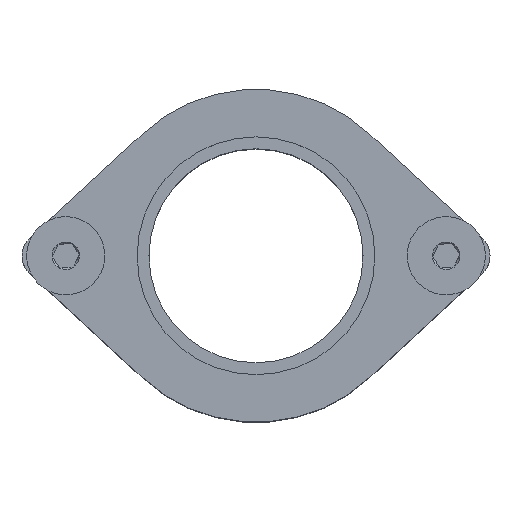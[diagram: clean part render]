
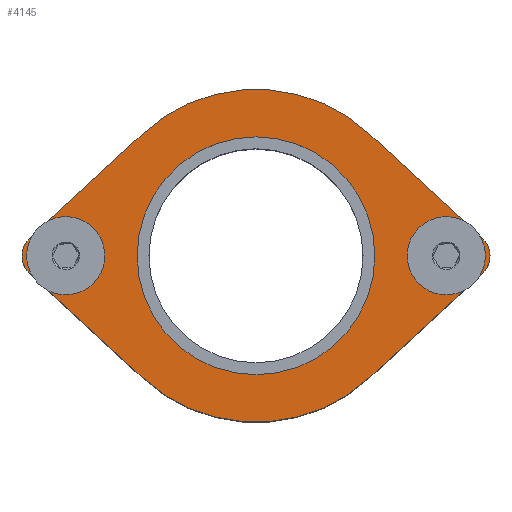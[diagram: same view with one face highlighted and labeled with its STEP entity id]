
A CAD part, top view. The second image highlights one B-rep face of the part: STEP entity #4145.
In plain terms, the highlighted planar face has unit normal (0, 0, 1).
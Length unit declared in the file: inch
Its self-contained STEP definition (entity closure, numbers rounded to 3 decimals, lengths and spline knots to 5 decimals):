
#20 = VERTEX_POINT ( 'NONE', #7723 ) ;
#111 = CIRCLE ( 'NONE', #7789, 0.125 ) ;
#155 = CARTESIAN_POINT ( 'NONE',  ( -0.8075, 0., 0.125 ) ) ;
#415 = ORIENTED_EDGE ( 'NONE', *, *, #8672, .T. ) ;
#468 = AXIS2_PLACEMENT_3D ( 'NONE', #8977, #2768, #5542 ) ;
#536 = AXIS2_PLACEMENT_3D ( 'NONE', #3365, #6946, #1256 ) ;
#629 = LINE ( 'NONE', #3415, #8649 ) ;
#637 = CARTESIAN_POINT ( 'NONE',  ( 0.59389, -0.64259, 0.125 ) ) ;
#782 = EDGE_CURVE ( 'NONE', #8626, #4629, #7203, .T. ) ;
#816 = ORIENTED_EDGE ( 'NONE', *, *, #1298, .F. ) ;
#914 = CIRCLE ( 'NONE', #468, 0.125 ) ;
#1226 = CARTESIAN_POINT ( 'NONE',  ( -1., 0., 0.125 ) ) ;
#1230 = CIRCLE ( 'NONE', #6329, 0.625 ) ;
#1256 = DIRECTION ( 'NONE',  ( 1., 0., 0. ) ) ;
#1298 = EDGE_CURVE ( 'NONE', #5054, #6696, #5904, .T. ) ;
#1441 = FACE_BOUND ( 'NONE', #1866, .T. ) ;
#1446 = EDGE_CURVE ( 'NONE', #8381, #20, #5169, .T. ) ;
#1544 = AXIS2_PLACEMENT_3D ( 'NONE', #8320, #5609, #8368 ) ;
#1755 = DIRECTION ( 'NONE',  ( 0., 0., 1. ) ) ;
#1838 = AXIS2_PLACEMENT_3D ( 'NONE', #5170, #4172, #4765 ) ;
#1866 = EDGE_LOOP ( 'NONE', ( #5934, #3882 ) ) ;
#1915 = EDGE_CURVE ( 'NONE', #4835, #6087, #629, .T. ) ;
#1986 = CARTESIAN_POINT ( 'NONE',  ( 0., 0., 0.125 ) ) ;
#2040 = DIRECTION ( 'NONE',  ( 0., 0., 1. ) ) ;
#2136 = DIRECTION ( 'NONE',  ( 0.734, 0.679, 0. ) ) ;
#2176 = LINE ( 'NONE', #4948, #2362 ) ;
#2362 = VECTOR ( 'NONE', #7709, 39.37008 ) ;
#2479 = DIRECTION ( 'NONE',  ( -0.734, 0.679, 0. ) ) ;
#2596 = AXIS2_PLACEMENT_3D ( 'NONE', #1226, #6059, #7503 ) ;
#2608 = ORIENTED_EDGE ( 'NONE', *, *, #3163, .F. ) ;
#2661 = ORIENTED_EDGE ( 'NONE', *, *, #5098, .T. ) ;
#2766 = FACE_BOUND ( 'NONE', #3236, .T. ) ;
#2768 = DIRECTION ( 'NONE',  ( 0., 0., -1. ) ) ;
#2842 = CARTESIAN_POINT ( 'NONE',  ( 0.8075, 0., 0.125 ) ) ;
#2929 = LINE ( 'NONE', #5794, #5621 ) ;
#3163 = EDGE_CURVE ( 'NONE', #3317, #6453, #2176, .T. ) ;
#3168 = CARTESIAN_POINT ( 'NONE',  ( 0.59389, 0.64259, 0.125 ) ) ;
#3187 = EDGE_CURVE ( 'NONE', #8381, #3317, #914, .T. ) ;
#3236 = EDGE_LOOP ( 'NONE', ( #5253, #5849 ) ) ;
#3257 = VERTEX_POINT ( 'NONE', #5076 ) ;
#3317 = VERTEX_POINT ( 'NONE', #6401 ) ;
#3365 = CARTESIAN_POINT ( 'NONE',  ( 1., 0., 0.125 ) ) ;
#3415 = CARTESIAN_POINT ( 'NONE',  ( -0.59389, 0.64259, 0.125 ) ) ;
#3504 = FACE_BOUND ( 'NONE', #4479, .T. ) ;
#3542 = EDGE_CURVE ( 'NONE', #6696, #5054, #1230, .T. ) ;
#3570 = CARTESIAN_POINT ( 'NONE',  ( -0.59389, 0.64259, 0.125 ) ) ;
#3669 = VERTEX_POINT ( 'NONE', #2842 ) ;
#3708 = EDGE_LOOP ( 'NONE', ( #415, #2661, #2608, #4868, #4261, #7554, #8867, #5269, #7027 ) ) ;
#3882 = ORIENTED_EDGE ( 'NONE', *, *, #7722, .F. ) ;
#3978 = EDGE_CURVE ( 'NONE', #4835, #8626, #111, .T. ) ;
#4080 = PLANE ( 'NONE',  #5476 ) ;
#4133 = EDGE_CURVE ( 'NONE', #7358, #7570, #4463, .T. ) ;
#4145 = ADVANCED_FACE ( 'NONE', ( #3504, #1441, #2766, #8148 ), #4080, .T. ) ;
#4172 = DIRECTION ( 'NONE',  ( 0., 0., 1. ) ) ;
#4202 = EDGE_CURVE ( 'NONE', #3669, #3257, #4756, .T. ) ;
#4217 = VERTEX_POINT ( 'NONE', #4221 ) ;
#4221 = CARTESIAN_POINT ( 'NONE',  ( -0.59389, -0.64259, 0.125 ) ) ;
#4261 = ORIENTED_EDGE ( 'NONE', *, *, #1446, .T. ) ;
#4446 = CARTESIAN_POINT ( 'NONE',  ( 0., 0., 0.125 ) ) ;
#4463 = CIRCLE ( 'NONE', #1838, 0.1925 ) ;
#4479 = EDGE_LOOP ( 'NONE', ( #816, #6105 ) ) ;
#4483 = DIRECTION ( 'NONE',  ( 0., 0., 1. ) ) ;
#4493 = DIRECTION ( 'NONE',  ( 1., 0., 0. ) ) ;
#4629 = VERTEX_POINT ( 'NONE', #6657 ) ;
#4634 = DIRECTION ( 'NONE',  ( 1., 0., 0. ) ) ;
#4756 = CIRCLE ( 'NONE', #536, 0.1925 ) ;
#4765 = DIRECTION ( 'NONE',  ( 1., 0., 0. ) ) ;
#4810 = DIRECTION ( 'NONE',  ( 0., 0., 1. ) ) ;
#4835 = VERTEX_POINT ( 'NONE', #7703 ) ;
#4868 = ORIENTED_EDGE ( 'NONE', *, *, #3187, .F. ) ;
#4900 = VECTOR ( 'NONE', #2479, 39.37008 ) ;
#4948 = CARTESIAN_POINT ( 'NONE',  ( 0.59389, -0.64259, 0.125 ) ) ;
#5012 = DIRECTION ( 'NONE',  ( 1., 0., 0. ) ) ;
#5054 = VERTEX_POINT ( 'NONE', #8769 ) ;
#5076 = CARTESIAN_POINT ( 'NONE',  ( 1.1925, 0., 0.125 ) ) ;
#5098 = EDGE_CURVE ( 'NONE', #4217, #6453, #6934, .T. ) ;
#5104 = CARTESIAN_POINT ( 'NONE',  ( -1.23, 0., 0.125 ) ) ;
#5169 = LINE ( 'NONE', #3168, #4900 ) ;
#5170 = CARTESIAN_POINT ( 'NONE',  ( -1., 0., 0.125 ) ) ;
#5253 = ORIENTED_EDGE ( 'NONE', *, *, #7629, .F. ) ;
#5254 = CARTESIAN_POINT ( 'NONE',  ( -1.105, 0., 0.125 ) ) ;
#5269 = ORIENTED_EDGE ( 'NONE', *, *, #3978, .T. ) ;
#5476 = AXIS2_PLACEMENT_3D ( 'NONE', #1986, #4810, #5540 ) ;
#5513 = CIRCLE ( 'NONE', #7817, 0.1925 ) ;
#5540 = DIRECTION ( 'NONE',  ( 1., 0., 0. ) ) ;
#5542 = DIRECTION ( 'NONE',  ( 1., 0., 0. ) ) ;
#5609 = DIRECTION ( 'NONE',  ( 0., 0., 1. ) ) ;
#5621 = VECTOR ( 'NONE', #6516, 39.37008 ) ;
#5746 = EDGE_CURVE ( 'NONE', #20, #6087, #7087, .T. ) ;
#5794 = CARTESIAN_POINT ( 'NONE',  ( -0.59389, -0.64259, 0.125 ) ) ;
#5849 = ORIENTED_EDGE ( 'NONE', *, *, #4202, .F. ) ;
#5904 = CIRCLE ( 'NONE', #8801, 0.625 ) ;
#5934 = ORIENTED_EDGE ( 'NONE', *, *, #4133, .F. ) ;
#5943 = DIRECTION ( 'NONE',  ( 0., 0., 1. ) ) ;
#6019 = CARTESIAN_POINT ( 'NONE',  ( 0., 0., 0.125 ) ) ;
#6059 = DIRECTION ( 'NONE',  ( 0., 0., 1. ) ) ;
#6070 = DIRECTION ( 'NONE',  ( 1., 0., 0. ) ) ;
#6087 = VERTEX_POINT ( 'NONE', #3570 ) ;
#6105 = ORIENTED_EDGE ( 'NONE', *, *, #3542, .F. ) ;
#6185 = CARTESIAN_POINT ( 'NONE',  ( 1.18984, 0.0918, 0.125 ) ) ;
#6329 = AXIS2_PLACEMENT_3D ( 'NONE', #7328, #4483, #8734 ) ;
#6401 = CARTESIAN_POINT ( 'NONE',  ( 1.18984, -0.0918, 0.125 ) ) ;
#6453 = VERTEX_POINT ( 'NONE', #637 ) ;
#6466 = CARTESIAN_POINT ( 'NONE',  ( 1., 0., 0.125 ) ) ;
#6516 = DIRECTION ( 'NONE',  ( 0.734, -0.679, 0. ) ) ;
#6520 = CIRCLE ( 'NONE', #2596, 0.1925 ) ;
#6576 = DIRECTION ( 'NONE',  ( 1., 0., 0. ) ) ;
#6657 = CARTESIAN_POINT ( 'NONE',  ( -1.18984, -0.0918, 0.125 ) ) ;
#6696 = VERTEX_POINT ( 'NONE', #7298 ) ;
#6716 = CARTESIAN_POINT ( 'NONE',  ( 0., 0., 0.125 ) ) ;
#6833 = DIRECTION ( 'NONE',  ( 0., 0., 1. ) ) ;
#6934 = CIRCLE ( 'NONE', #8659, 0.875 ) ;
#6946 = DIRECTION ( 'NONE',  ( 0., 0., 1. ) ) ;
#7027 = ORIENTED_EDGE ( 'NONE', *, *, #782, .T. ) ;
#7087 = CIRCLE ( 'NONE', #7939, 0.875 ) ;
#7102 = CARTESIAN_POINT ( 'NONE',  ( -1.1925, 0., 0.125 ) ) ;
#7203 = CIRCLE ( 'NONE', #1544, 0.125 ) ;
#7298 = CARTESIAN_POINT ( 'NONE',  ( -0.625, 0., 0.125 ) ) ;
#7328 = CARTESIAN_POINT ( 'NONE',  ( 0., 0., 0.125 ) ) ;
#7358 = VERTEX_POINT ( 'NONE', #155 ) ;
#7503 = DIRECTION ( 'NONE',  ( 1., 0., 0. ) ) ;
#7554 = ORIENTED_EDGE ( 'NONE', *, *, #5746, .T. ) ;
#7570 = VERTEX_POINT ( 'NONE', #7102 ) ;
#7629 = EDGE_CURVE ( 'NONE', #3257, #3669, #5513, .T. ) ;
#7703 = CARTESIAN_POINT ( 'NONE',  ( -1.18984, 0.0918, 0.125 ) ) ;
#7709 = DIRECTION ( 'NONE',  ( -0.734, -0.679, 0. ) ) ;
#7722 = EDGE_CURVE ( 'NONE', #7570, #7358, #6520, .T. ) ;
#7723 = CARTESIAN_POINT ( 'NONE',  ( 0.59389, 0.64259, 0.125 ) ) ;
#7789 = AXIS2_PLACEMENT_3D ( 'NONE', #5254, #1755, #4493 ) ;
#7817 = AXIS2_PLACEMENT_3D ( 'NONE', #6466, #8548, #5012 ) ;
#7939 = AXIS2_PLACEMENT_3D ( 'NONE', #6716, #2040, #4634 ) ;
#8148 = FACE_OUTER_BOUND ( 'NONE', #3708, .T. ) ;
#8320 = CARTESIAN_POINT ( 'NONE',  ( -1.105, 0., 0.125 ) ) ;
#8368 = DIRECTION ( 'NONE',  ( 1., 0., 0. ) ) ;
#8381 = VERTEX_POINT ( 'NONE', #6185 ) ;
#8548 = DIRECTION ( 'NONE',  ( 0., 0., 1. ) ) ;
#8626 = VERTEX_POINT ( 'NONE', #5104 ) ;
#8649 = VECTOR ( 'NONE', #2136, 39.37008 ) ;
#8659 = AXIS2_PLACEMENT_3D ( 'NONE', #6019, #6833, #6070 ) ;
#8672 = EDGE_CURVE ( 'NONE', #4629, #4217, #2929, .T. ) ;
#8734 = DIRECTION ( 'NONE',  ( 1., 0., 0. ) ) ;
#8769 = CARTESIAN_POINT ( 'NONE',  ( 0.625, 0., 0.125 ) ) ;
#8801 = AXIS2_PLACEMENT_3D ( 'NONE', #4446, #5943, #6576 ) ;
#8867 = ORIENTED_EDGE ( 'NONE', *, *, #1915, .F. ) ;
#8977 = CARTESIAN_POINT ( 'NONE',  ( 1.105, 0., 0.125 ) ) ;
